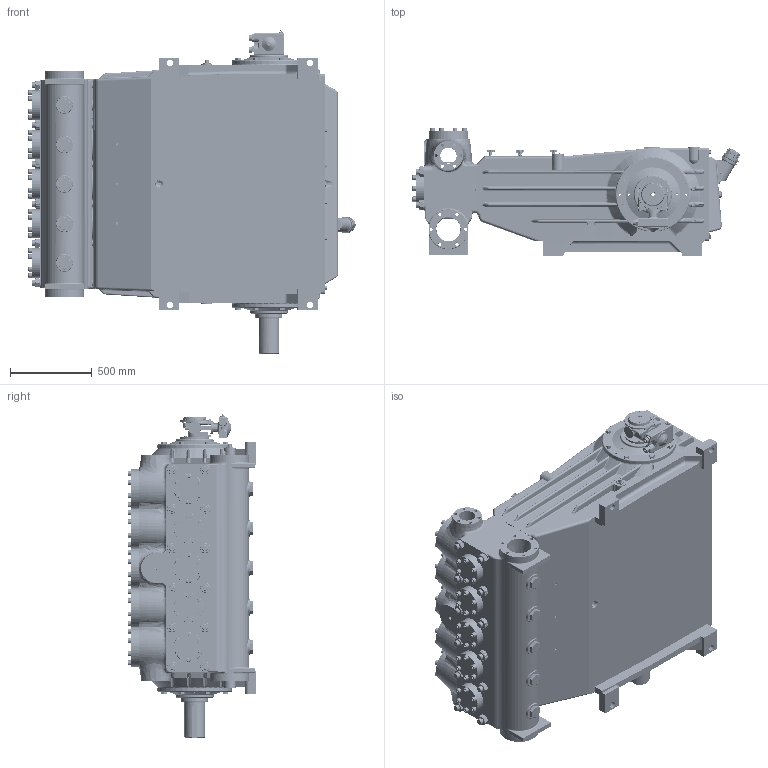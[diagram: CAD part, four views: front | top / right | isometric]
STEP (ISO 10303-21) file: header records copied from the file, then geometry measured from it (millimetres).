
FILE_DESCRIPTION (( 'STEP AP203' ), '1' );
FILE_NAME ('PP12598 RAM675.STEP', '2016-04-28T18:03:04', ( 'IT' ), ( 'Microsoft' ), 'SwSTEP 2.0', 'SolidWorks 2016', '' );
FILE_SCHEMA (( 'CONFIG_CONTROL_DESIGN' ));
Products named in the file (1): PP12598 RAM675
Bounding box: 1999.46 x 783 x 1976.6 mm (x, y, z)
Surface area: 16015751.7 mm2 (no closed solid volume)
Topology: 0 solids, 454 shells, 4407 faces, 22723 edges, 18372 vertices
Faces by surface type: plane 1789, cylinder 1241, cone 486, bspline 421, torus 417, sphere 53
Entity records: 298996 total; most frequent: CARTESIAN_POINT 136846, ORIENTED_EDGE 30576, DIRECTION 28725, EDGE_CURVE 22613, VERTEX_POINT 18368, LINE 9699, VECTOR 9699, AXIS2_PLACEMENT_3D 9513
